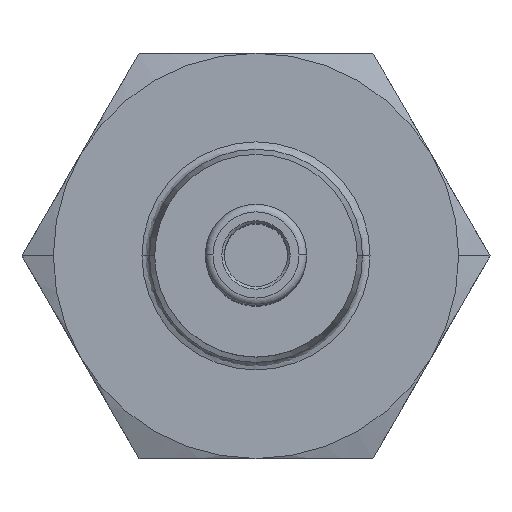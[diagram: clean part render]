
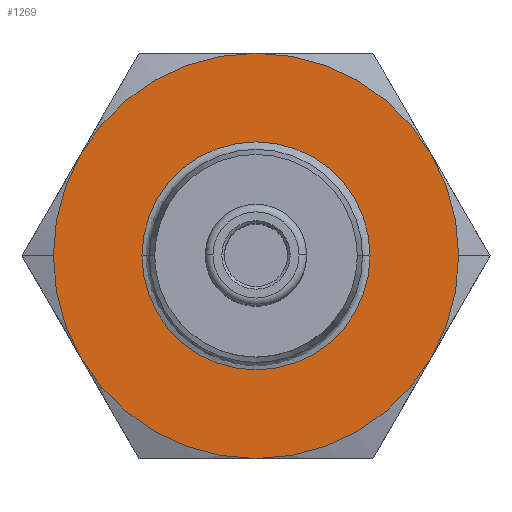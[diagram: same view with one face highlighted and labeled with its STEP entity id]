
A CAD part, top view. The second image highlights one B-rep face of the part: STEP entity #1269.
In plain terms, the highlighted planar face has unit normal (0, 0, 1).
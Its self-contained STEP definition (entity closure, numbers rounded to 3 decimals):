
#345=CARTESIAN_POINT('',(-8.,0.,-14.));
#346=VERTEX_POINT('',#345);
#355=CARTESIAN_POINT('',(-6.928,4.,-14.0));
#356=VERTEX_POINT('',#355);
#357=CARTESIAN_POINT('',(0.,0.,-14.));
#358=DIRECTION('',(0.0,0.0,1.0));
#359=DIRECTION('',(1.0,0.0,0.0));
#360=AXIS2_PLACEMENT_3D('',#357,#358,#359);
#361=CIRCLE('',#360,8.);
#362=EDGE_CURVE('',#356,#346,#361,.T.);
#387=CARTESIAN_POINT('',(8.,0.,-14.));
#388=VERTEX_POINT('',#387);
#395=CARTESIAN_POINT('',(6.928,4.,-14.));
#396=VERTEX_POINT('',#395);
#410=CARTESIAN_POINT('',(0.,0.,-14.));
#411=DIRECTION('',(0.0,0.0,1.0));
#412=DIRECTION('',(1.0,0.0,0.0));
#413=AXIS2_PLACEMENT_3D('',#410,#411,#412);
#414=CIRCLE('',#413,8.);
#415=EDGE_CURVE('',#388,#396,#414,.T.);
#665=CARTESIAN_POINT('',(4.501,0.,-14.));
#666=VERTEX_POINT('',#665);
#675=CARTESIAN_POINT('',(-4.501,0.,-14.));
#676=VERTEX_POINT('',#675);
#684=CARTESIAN_POINT('',(0.,0.,-14.));
#685=DIRECTION('',(0.0,0.0,1.0));
#686=DIRECTION('',(-1.0,0.0,0.0));
#687=AXIS2_PLACEMENT_3D('',#684,#685,#686);
#688=CIRCLE('',#687,4.501);
#689=EDGE_CURVE('',#676,#666,#688,.T.);
#1170=CARTESIAN_POINT('',(0.,0.,-14.));
#1171=DIRECTION('',(0.0,0.0,1.0));
#1172=DIRECTION('',(-1.0,0.0,0.0));
#1173=AXIS2_PLACEMENT_3D('',#1170,#1171,#1172);
#1174=CIRCLE('',#1173,4.501);
#1175=EDGE_CURVE('',#666,#676,#1174,.T.);
#1206=CARTESIAN_POINT('',(0.,0.,-14.));
#1207=DIRECTION('',(0.0,0.0,-1.0));
#1208=DIRECTION('',(-1.0,0.0,0.0));
#1209=AXIS2_PLACEMENT_3D('',#1206,#1207,#1208);
#1210=PLANE('',#1209);
#1211=ORIENTED_EDGE('',*,*,#362,.T.);
#1212=CARTESIAN_POINT('',(-6.928,-4.,-14.));
#1213=VERTEX_POINT('',#1212);
#1214=CARTESIAN_POINT('',(0.,0.,-14.));
#1215=DIRECTION('',(0.0,0.0,1.0));
#1216=DIRECTION('',(1.0,0.0,0.0));
#1217=AXIS2_PLACEMENT_3D('',#1214,#1215,#1216);
#1218=CIRCLE('',#1217,8.);
#1219=EDGE_CURVE('',#346,#1213,#1218,.T.);
#1220=ORIENTED_EDGE('',*,*,#1219,.T.);
#1221=CARTESIAN_POINT('',(0.,-8.,-14.));
#1222=VERTEX_POINT('',#1221);
#1223=CARTESIAN_POINT('',(0.,0.,-14.));
#1224=DIRECTION('',(0.0,0.0,1.0));
#1225=DIRECTION('',(1.0,0.0,0.0));
#1226=AXIS2_PLACEMENT_3D('',#1223,#1224,#1225);
#1227=CIRCLE('',#1226,8.);
#1228=EDGE_CURVE('',#1213,#1222,#1227,.T.);
#1229=ORIENTED_EDGE('',*,*,#1228,.T.);
#1230=CARTESIAN_POINT('',(6.928,-4.,-14.));
#1231=VERTEX_POINT('',#1230);
#1232=CARTESIAN_POINT('',(0.,0.,-14.));
#1233=DIRECTION('',(0.0,0.0,1.0));
#1234=DIRECTION('',(1.0,0.0,0.0));
#1235=AXIS2_PLACEMENT_3D('',#1232,#1233,#1234);
#1236=CIRCLE('',#1235,8.);
#1237=EDGE_CURVE('',#1222,#1231,#1236,.T.);
#1238=ORIENTED_EDGE('',*,*,#1237,.T.);
#1239=CARTESIAN_POINT('',(0.,0.,-14.));
#1240=DIRECTION('',(0.0,0.0,1.0));
#1241=DIRECTION('',(1.0,0.0,0.0));
#1242=AXIS2_PLACEMENT_3D('',#1239,#1240,#1241);
#1243=CIRCLE('',#1242,8.);
#1244=EDGE_CURVE('',#1231,#388,#1243,.T.);
#1245=ORIENTED_EDGE('',*,*,#1244,.T.);
#1246=ORIENTED_EDGE('',*,*,#415,.T.);
#1247=CARTESIAN_POINT('',(0.,8.,-14.));
#1248=VERTEX_POINT('',#1247);
#1249=CARTESIAN_POINT('',(0.,0.,-14.));
#1250=DIRECTION('',(0.0,0.0,1.0));
#1251=DIRECTION('',(1.0,0.0,0.0));
#1252=AXIS2_PLACEMENT_3D('',#1249,#1250,#1251);
#1253=CIRCLE('',#1252,8.);
#1254=EDGE_CURVE('',#396,#1248,#1253,.T.);
#1255=ORIENTED_EDGE('',*,*,#1254,.T.);
#1256=CARTESIAN_POINT('',(0.,0.,-14.));
#1257=DIRECTION('',(0.0,0.0,1.0));
#1258=DIRECTION('',(1.0,0.0,0.0));
#1259=AXIS2_PLACEMENT_3D('',#1256,#1257,#1258);
#1260=CIRCLE('',#1259,8.);
#1261=EDGE_CURVE('',#1248,#356,#1260,.T.);
#1262=ORIENTED_EDGE('',*,*,#1261,.T.);
#1263=EDGE_LOOP('',(#1211,#1220,#1229,#1238,#1245,#1246,#1255,#1262));
#1264=FACE_OUTER_BOUND('',#1263,.T.);
#1265=ORIENTED_EDGE('',*,*,#1175,.F.);
#1266=ORIENTED_EDGE('',*,*,#689,.F.);
#1267=EDGE_LOOP('',(#1265,#1266));
#1268=FACE_BOUND('',#1267,.T.);
#1269=ADVANCED_FACE('',(#1264,#1268),#1210,.F.);
